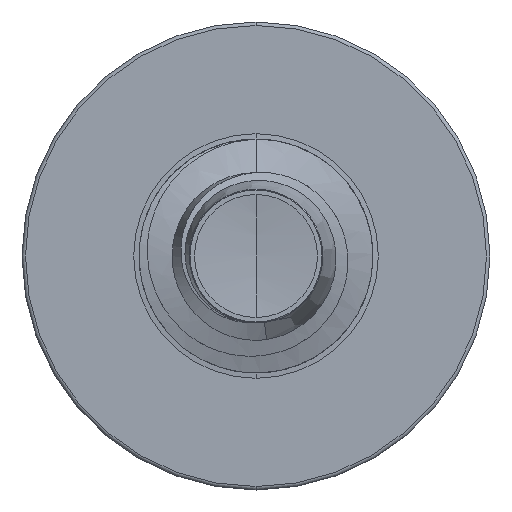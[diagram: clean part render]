
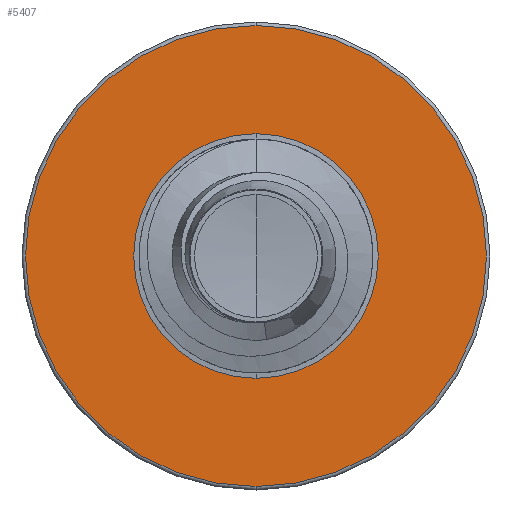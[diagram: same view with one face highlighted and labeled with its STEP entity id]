
A CAD part, front view. The second image highlights one B-rep face of the part: STEP entity #5407.
In plain terms, the highlighted planar face has unit normal (0, -1, 0).
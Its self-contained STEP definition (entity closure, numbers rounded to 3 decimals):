
#89 = CARTESIAN_POINT ( 'NONE',  ( 0., 4., 2.167 ) ) ;
#519 = CARTESIAN_POINT ( 'NONE',  ( 0., 4., -1.15 ) ) ;
#613 = AXIS2_PLACEMENT_3D ( 'NONE', #7161, #6911, #6910 ) ;
#1267 = VERTEX_POINT ( 'NONE', #519 ) ;
#1297 = AXIS2_PLACEMENT_3D ( 'NONE', #6564, #6549, #6546 ) ;
#1957 = EDGE_CURVE ( 'NONE', #12421, #3162, #11059, .T. ) ;
#2097 = EDGE_CURVE ( 'NONE', #3162, #12421, #3168, .T. ) ;
#2257 = ORIENTED_EDGE ( 'NONE', *, *, #1957, .F. ) ;
#2647 = DIRECTION ( 'NONE',  ( 0., 0., 1. ) ) ;
#2665 = DIRECTION ( 'NONE',  ( 0., 1., 0. ) ) ;
#2676 = CARTESIAN_POINT ( 'NONE',  ( 0., 4., 0. ) ) ;
#3162 = VERTEX_POINT ( 'NONE', #89 ) ;
#3168 = CIRCLE ( 'NONE', #1297, 2.167 ) ;
#3276 = CARTESIAN_POINT ( 'NONE',  ( 0., 4., 1.15 ) ) ;
#5111 = EDGE_CURVE ( 'NONE', #7059, #1267, #11474, .T. ) ;
#5145 = EDGE_LOOP ( 'NONE', ( #12127, #2257 ) ) ;
#5354 = ORIENTED_EDGE ( 'NONE', *, *, #5111, .T. ) ;
#5407 = ADVANCED_FACE ( 'NONE', ( #10653, #10839 ), #6945, .F. ) ;
#6546 = DIRECTION ( 'NONE',  ( 0., 0., 1. ) ) ;
#6549 = DIRECTION ( 'NONE',  ( 0., 1., 0. ) ) ;
#6564 = CARTESIAN_POINT ( 'NONE',  ( 0., 4., 0. ) ) ;
#6910 = DIRECTION ( 'NONE',  ( 0., 0., 1. ) ) ;
#6911 = DIRECTION ( 'NONE',  ( 0., 1., 0. ) ) ;
#6945 = PLANE ( 'NONE',  #613 ) ;
#6964 = DIRECTION ( 'NONE',  ( 0., 0., 1. ) ) ;
#6979 = DIRECTION ( 'NONE',  ( 0., 1., 0. ) ) ;
#6984 = CARTESIAN_POINT ( 'NONE',  ( 0., 4., 0. ) ) ;
#7059 = VERTEX_POINT ( 'NONE', #3276 ) ;
#7161 = CARTESIAN_POINT ( 'NONE',  ( 0., 4., -1.15 ) ) ;
#8241 = ORIENTED_EDGE ( 'NONE', *, *, #9442, .T. ) ;
#8687 = CIRCLE ( 'NONE', #10607, 1.15 ) ;
#9019 = AXIS2_PLACEMENT_3D ( 'NONE', #6984, #6979, #6964 ) ;
#9165 = CARTESIAN_POINT ( 'NONE',  ( 0., 4., -2.167 ) ) ;
#9442 = EDGE_CURVE ( 'NONE', #1267, #7059, #8687, .T. ) ;
#9609 = EDGE_LOOP ( 'NONE', ( #5354, #8241 ) ) ;
#10607 = AXIS2_PLACEMENT_3D ( 'NONE', #2676, #2665, #2647 ) ;
#10653 = FACE_OUTER_BOUND ( 'NONE', #5145, .T. ) ;
#10839 = FACE_BOUND ( 'NONE', #9609, .T. ) ;
#10843 = DIRECTION ( 'NONE',  ( 0., 0., 1. ) ) ;
#10864 = DIRECTION ( 'NONE',  ( 0., 1., 0. ) ) ;
#10875 = CARTESIAN_POINT ( 'NONE',  ( 0., 4., 0. ) ) ;
#11059 = CIRCLE ( 'NONE', #9019, 2.167 ) ;
#11474 = CIRCLE ( 'NONE', #12150, 1.15 ) ;
#12127 = ORIENTED_EDGE ( 'NONE', *, *, #2097, .F. ) ;
#12150 = AXIS2_PLACEMENT_3D ( 'NONE', #10875, #10864, #10843 ) ;
#12421 = VERTEX_POINT ( 'NONE', #9165 ) ;
